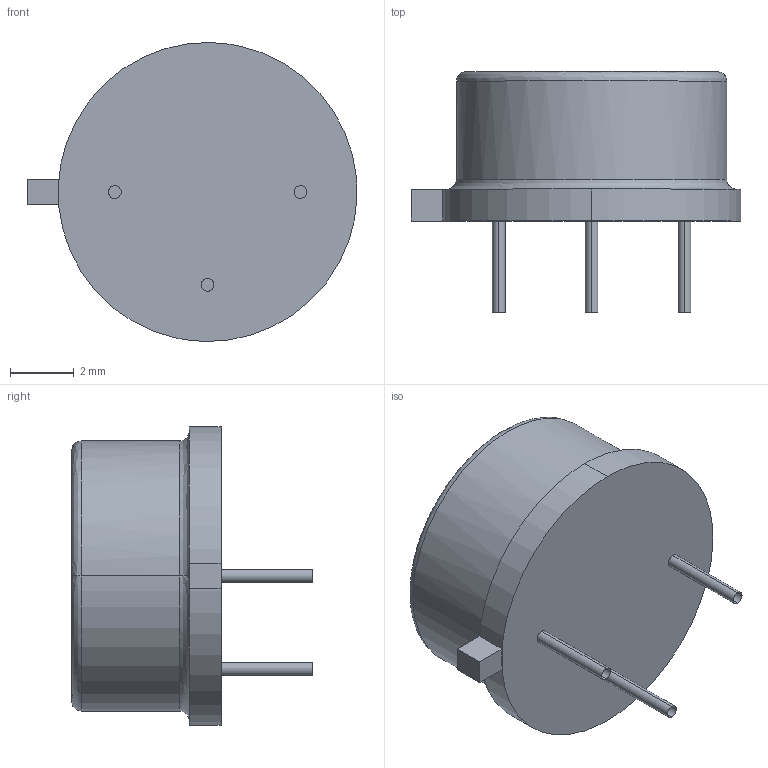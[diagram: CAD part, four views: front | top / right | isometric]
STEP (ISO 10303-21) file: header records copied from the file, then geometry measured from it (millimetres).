
FILE_DESCRIPTION(/* description */ (''),/* implementation_level */ '2;1');
FILE_NAME(/* name */ 'CAN-3Y~1',/* time_stamp */ '2018-03-02T23:03:23+03:00',/* author */ (''),/* organization */ (''),/* preprocessor_version */ 'ST-DEVELOPER v15',/* originating_system */ '',/* authorisation */ '');
FILE_SCHEMA (('AUTOMOTIVE_DESIGN'));
Length unit declared in the file: millimetre
Products named in the file (1): Document
Bounding box: 10.38 x 7.57 x 9.4 mm (x, y, z)
Volume: 70.5 mm3; surface area: 341.4 mm2
Topology: 2 solids, 6 shells, 23 faces, 50 edges, 32 vertices
Faces by surface type: bspline 14, plane 9
Entity records: 882 total; most frequent: CARTESIAN_POINT 508, ORIENTED_EDGE 86, EDGE_CURVE 50, VERTEX_POINT 32, ADVANCED_FACE 23, FACE_OUTER_BOUND 23, EDGE_LOOP 23, B_SPLINE_CURVE_WITH_KNOTS 16
